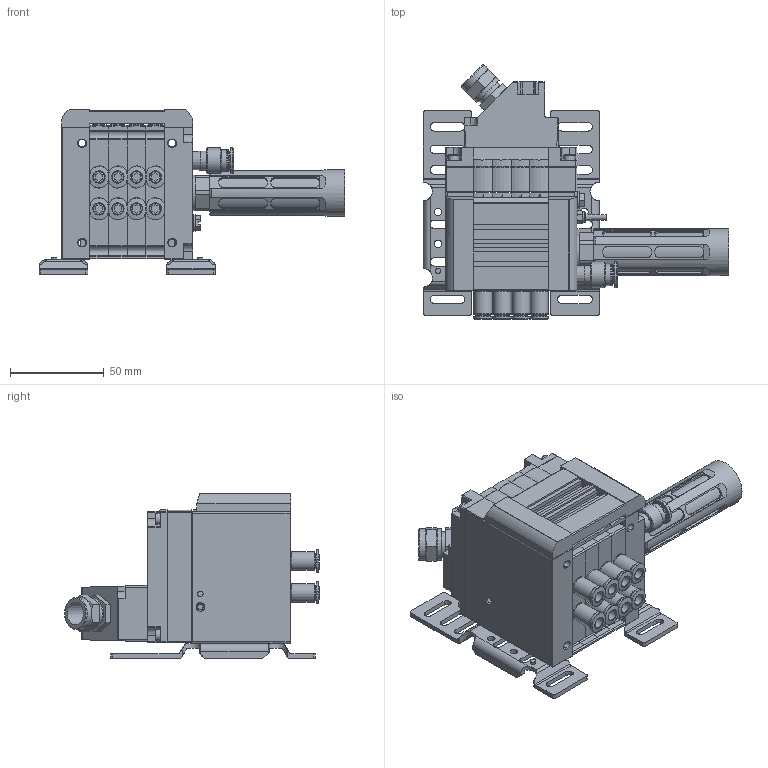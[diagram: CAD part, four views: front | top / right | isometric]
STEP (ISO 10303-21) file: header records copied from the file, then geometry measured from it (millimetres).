
FILE_DESCRIPTION( ( 'STEP AP214' ), ' ' );
FILE_NAME( '18200_10P-10-4A-MP-R-U-4J_ZUYA.stp', '2018-02-14T14:52:50', ( '' ), ( '' ), ' ', 'PARTsolutions', ' ' );
FILE_SCHEMA( ( 'AUTOMOTIVE_DESIGN { 1 0 10303 214 1 1 1 1 }' ) );
Length unit declared in the file: millimetre
Products named in the file (14): 18200 10P-10-4A-MP-R-U-4J+ZUYA; _161378 CPV10-EPL---(0_0_U); _123867 CPV10-GE-MP-4---(E_2); _18708 SD-SUB-D-BU9---(CPV); _162562 CPV10-VI-BZ-T-4; _189541 CPV10/14-VI-BG-RWL-B---(BEF102_10); _161377 CPV10-EPR-G---(0_0_U; _153015 QS-1/8-8-I---(CF); _6843 U-3/8-B---(CF); _1205858 AMTE-M-LH-M5---(CF); _Tooth lock washer DIN 6797 A4.3; _645160 SFS-Taptite-2 M4x8; _161415 CPV-10-M1H-5JS-M7---(0.3_M1H); _153321 QSM-M7-6-I
Assembly tree (24 placements, depth 2):
  18200 10P-10-4A-MP-R-U-4J+ZUYA
    _161378 CPV10-EPL---(0_0_U)
    _123867 CPV10-GE-MP-4---(E_2)
    _18708 SD-SUB-D-BU9---(CPV)
    _162562 CPV10-VI-BZ-T-4
    _189541 CPV10/14-VI-BG-RWL-B---(BEF102_10)  x2
    _161377 CPV10-EPR-G---(0_0_U
    _153015 QS-1/8-8-I---(CF)
    _6843 U-3/8-B---(CF)
    _1205858 AMTE-M-LH-M5---(CF)
    _Tooth lock washer DIN 6797 A4.3
    _645160 SFS-Taptite-2 M4x8
    _161415 CPV-10-M1H-5JS-M7---(0.3_M1H)  x4
    _153321 QSM-M7-6-I  x8
Bounding box: 163.1 x 135.98 x 88 mm (x, y, z)
Volume: 430667.3 mm3; surface area: 147043.3 mm2
Topology: 24 solids, 24 shells, 1656 faces, 4191 edges, 2734 vertices
Faces by surface type: plane 963, cylinder 498, cone 138, torus 57
Full cylindrical faces by diameter (mm): 1 x9, 1.5 x8, 2.013 x4, 2.5 x1, 2.8 x8, 3 x5, 3.242 x2, 3.4 x2, 3.6 x8, 3.83 x1, 4 x13, 4.134 x1, 4.2 x6, 4.3 x1, 5 x1, 5.8 x5, 5.917 x8, 6 x8, 7 x8, 7.4 x8, 7.8 x1, 8 x1, 8.566 x1, 8.9 x1, 9.4 x1, 9.6 x24, 9.8 x8, 10 x2, 11.4 x2, 12 x1
Entity records: 40000 total; most frequent: CARTESIAN_POINT 6710, DIRECTION 5172, ORIENTED_EDGE 4946, EDGE_CURVE 2473, AXIS2_PLACEMENT_3D 1843, VERTEX_POINT 1709, LINE 1486, VECTOR 1486
